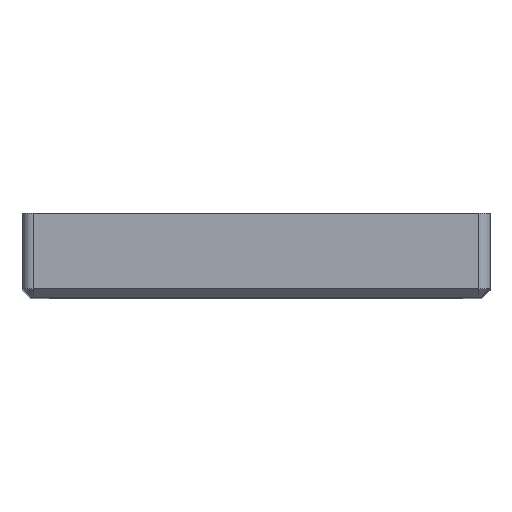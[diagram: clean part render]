
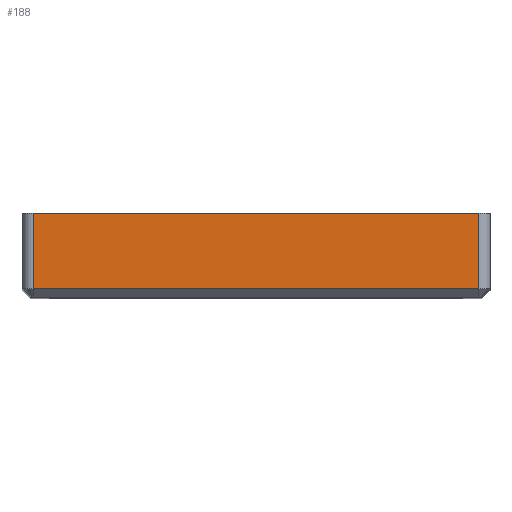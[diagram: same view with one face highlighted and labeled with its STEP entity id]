
A CAD part, top view. The second image highlights one B-rep face of the part: STEP entity #188.
In plain terms, the highlighted planar face has unit normal (0, 0, 1).
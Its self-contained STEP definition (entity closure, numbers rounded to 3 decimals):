
#93 = VERTEX_POINT ( 'NONE', #308 ) ;
#111 = VERTEX_POINT ( 'NONE', #2362 ) ;
#137 = ORIENTED_EDGE ( 'NONE', *, *, #357, .T. ) ;
#149 = VECTOR ( 'NONE', #182, 1000. ) ;
#182 = DIRECTION ( 'NONE',  ( 0., -1., 0. ) ) ;
#188 = ADVANCED_FACE ( 'NONE', ( #2232 ), #410, .T. ) ;
#295 = DIRECTION ( 'NONE',  ( 1., 0., 0. ) ) ;
#308 = CARTESIAN_POINT ( 'NONE',  ( 79., 15., -1343.162 ) ) ;
#342 = LINE ( 'NONE', #457, #1843 ) ;
#357 = EDGE_CURVE ( 'NONE', #111, #2469, #342, .T. ) ;
#377 = ORIENTED_EDGE ( 'NONE', *, *, #1069, .F. ) ;
#410 = PLANE ( 'NONE',  #981 ) ;
#457 = CARTESIAN_POINT ( 'NONE',  ( 79., 1.5, -1343.162 ) ) ;
#638 = DIRECTION ( 'NONE',  ( 1., 0., 0. ) ) ;
#813 = CARTESIAN_POINT ( 'NONE',  ( 79., 15., -1343.162 ) ) ;
#981 = AXIS2_PLACEMENT_3D ( 'NONE', #2244, #2480, #2673 ) ;
#1069 = EDGE_CURVE ( 'NONE', #1913, #93, #2478, .T. ) ;
#1765 = CARTESIAN_POINT ( 'NONE',  ( 79., 1.5, -1343.162 ) ) ;
#1816 = CARTESIAN_POINT ( 'NONE',  ( -1., 15., -1343.162 ) ) ;
#1843 = VECTOR ( 'NONE', #295, 1000. ) ;
#1913 = VERTEX_POINT ( 'NONE', #1816 ) ;
#1955 = EDGE_CURVE ( 'NONE', #2469, #93, #2282, .T. ) ;
#2052 = EDGE_CURVE ( 'NONE', #1913, #111, #2123, .T. ) ;
#2098 = CARTESIAN_POINT ( 'NONE',  ( -3., 15., -1343.162 ) ) ;
#2123 = LINE ( 'NONE', #2655, #149 ) ;
#2172 = ORIENTED_EDGE ( 'NONE', *, *, #2052, .T. ) ;
#2232 = FACE_OUTER_BOUND ( 'NONE', #2496, .T. ) ;
#2244 = CARTESIAN_POINT ( 'NONE',  ( -3., -84.593, -1343.162 ) ) ;
#2251 = DIRECTION ( 'NONE',  ( 0., 1., 0. ) ) ;
#2282 = LINE ( 'NONE', #813, #2671 ) ;
#2352 = VECTOR ( 'NONE', #638, 1000. ) ;
#2362 = CARTESIAN_POINT ( 'NONE',  ( -1., 1.5, -1343.162 ) ) ;
#2469 = VERTEX_POINT ( 'NONE', #1765 ) ;
#2478 = LINE ( 'NONE', #2098, #2352 ) ;
#2480 = DIRECTION ( 'NONE',  ( 0., 0., 1. ) ) ;
#2496 = EDGE_LOOP ( 'NONE', ( #2172, #137, #2562, #377 ) ) ;
#2562 = ORIENTED_EDGE ( 'NONE', *, *, #1955, .T. ) ;
#2655 = CARTESIAN_POINT ( 'NONE',  ( -1., -84.593, -1343.162 ) ) ;
#2671 = VECTOR ( 'NONE', #2251, 1000. ) ;
#2673 = DIRECTION ( 'NONE',  ( 1., 0., 0. ) ) ;
